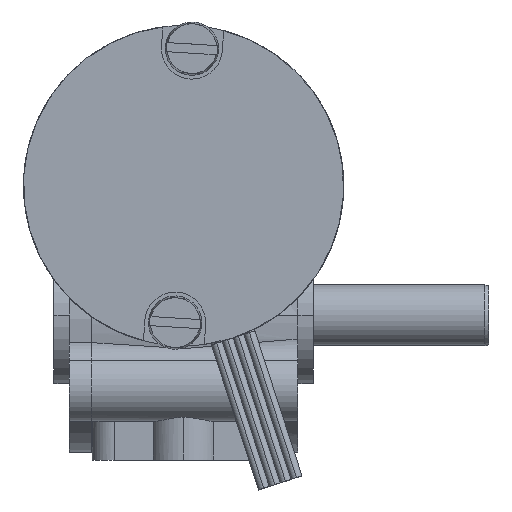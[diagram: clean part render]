
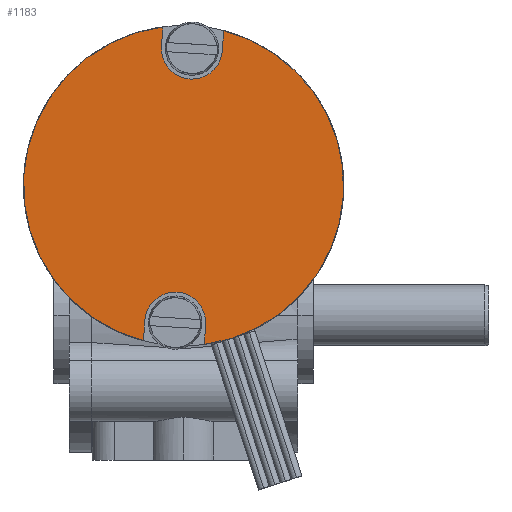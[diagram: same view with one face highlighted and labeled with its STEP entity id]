
A CAD part, left-side view. The second image highlights one B-rep face of the part: STEP entity #1183.
In plain terms, the highlighted planar face has unit normal (-1, 0, 0).
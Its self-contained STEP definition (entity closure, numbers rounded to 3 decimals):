
#1183=ADVANCED_FACE('',(#2826),#2827,.T.);
#2826=FACE_OUTER_BOUND('',#5047,.T.);
#2827=PLANE('',#5048);
#5047=EDGE_LOOP('',(#8579,#8580,#8581,#8582,#8583,#8584,#8585,#8586));
#5048=AXIS2_PLACEMENT_3D('',#8587,#8588,#8589);
#8579=ORIENTED_EDGE('',*,*,#13658,.T.);
#8580=ORIENTED_EDGE('',*,*,#13120,.T.);
#8581=ORIENTED_EDGE('',*,*,#13647,.T.);
#8582=ORIENTED_EDGE('',*,*,#13592,.T.);
#8583=ORIENTED_EDGE('',*,*,#13655,.T.);
#8584=ORIENTED_EDGE('',*,*,#13659,.T.);
#8585=ORIENTED_EDGE('',*,*,#13660,.T.);
#8586=ORIENTED_EDGE('',*,*,#13600,.T.);
#8587=CARTESIAN_POINT('',(-118.0,15.0,17.0));
#8588=DIRECTION('',(-1.0,0.0,0.0));
#8589=DIRECTION('',(0.0,-0.061,0.998));
#13120=EDGE_CURVE('',#15811,#15809,#15812,.T.);
#13592=EDGE_CURVE('',#16519,#16520,#16521,.T.);
#13600=EDGE_CURVE('',#16532,#16533,#16534,.T.);
#13647=EDGE_CURVE('',#15809,#16519,#16585,.T.);
#13655=EDGE_CURVE('',#16520,#16594,#16595,.T.);
#13658=EDGE_CURVE('',#16533,#15811,#16598,.T.);
#13659=EDGE_CURVE('',#16594,#16599,#16600,.T.);
#13660=EDGE_CURVE('',#16599,#16532,#16601,.T.);
#15809=VERTEX_POINT('',#20221);
#15811=VERTEX_POINT('',#20224);
#15812=CIRCLE('',#20225,21.0);
#16519=VERTEX_POINT('',#21127);
#16520=VERTEX_POINT('',#21128);
#16521=CIRCLE('',#21129,4.0);
#16532=VERTEX_POINT('',#21142);
#16533=VERTEX_POINT('',#21143);
#16534=CIRCLE('',#21144,4.0);
#16585=LINE('',#21355,#21356);
#16594=VERTEX_POINT('',#21367);
#16595=LINE('',#21368,#21369);
#16598=LINE('',#21373,#21374);
#16599=VERTEX_POINT('',#21375);
#16600=CIRCLE('',#21376,21.0);
#16601=LINE('',#21377,#21378);
#20221=CARTESIAN_POINT('',(-118.0,20.251,-3.333));
#20224=CARTESIAN_POINT('',(-118.0,17.734,37.821));
#20225=AXIS2_PLACEMENT_3D('',#25247,#25248,#25249);
#21127=CARTESIAN_POINT('',(-118.0,20.091,-0.722));
#21128=CARTESIAN_POINT('',(-118.0,12.106,-1.211));
#21129=AXIS2_PLACEMENT_3D('',#26015,#26016,#26017);
#21142=CARTESIAN_POINT('',(-118.0,9.909,34.722));
#21143=CARTESIAN_POINT('',(-118.0,17.894,35.211));
#21144=AXIS2_PLACEMENT_3D('',#26029,#26030,#26031);
#21355=CARTESIAN_POINT('',(-118.0,19.664,6.265));
#21356=VECTOR('',#26091,1.0);
#21367=CARTESIAN_POINT('',(-118.0,12.266,-3.821));
#21368=CARTESIAN_POINT('',(-118.0,11.679,5.776));
#21369=VECTOR('',#26100,1.0);
#21373=CARTESIAN_POINT('',(-118.0,18.321,28.224));
#21374=VECTOR('',#26102,1.0);
#21375=CARTESIAN_POINT('',(-118.0,9.749,37.333));
#21376=AXIS2_PLACEMENT_3D('',#26103,#26104,#26105);
#21377=CARTESIAN_POINT('',(-118.0,10.336,27.735));
#21378=VECTOR('',#26106,1.0);
#25247=CARTESIAN_POINT('',(-118.0,15.0,17.0));
#25248=DIRECTION('',(-1.0,0.0,0.0));
#25249=DIRECTION('',(0.0,-0.061,0.998));
#26015=CARTESIAN_POINT('',(-118.0,16.099,-0.966));
#26016=DIRECTION('',(1.0,0.0,0.0));
#26017=DIRECTION('',(0.0,-0.998,-0.061));
#26029=CARTESIAN_POINT('',(-118.0,13.901,34.966));
#26030=DIRECTION('',(1.0,0.0,-0.0));
#26031=DIRECTION('',(0.0,0.998,0.061));
#26091=DIRECTION('',(0.0,-0.061,0.998));
#26100=DIRECTION('',(0.0,0.061,-0.998));
#26102=DIRECTION('',(0.0,-0.061,0.998));
#26103=CARTESIAN_POINT('',(-118.0,15.0,17.0));
#26104=DIRECTION('',(-1.0,0.0,0.0));
#26105=DIRECTION('',(0.0,-0.061,0.998));
#26106=DIRECTION('',(0.0,0.061,-0.998));
